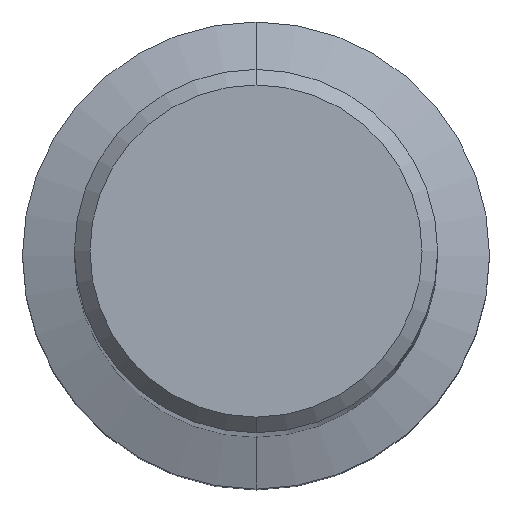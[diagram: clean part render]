
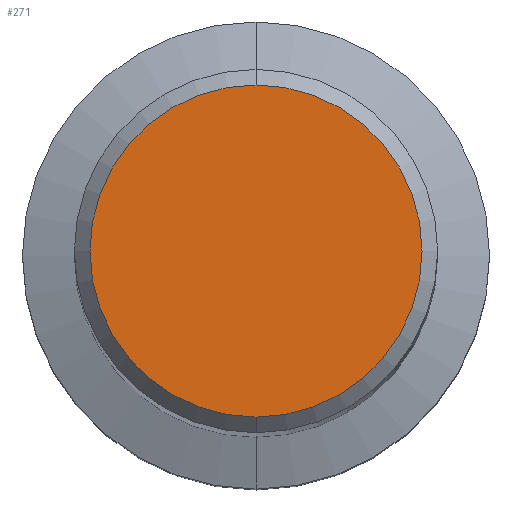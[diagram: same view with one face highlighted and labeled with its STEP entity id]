
A CAD part, top view. The second image highlights one B-rep face of the part: STEP entity #271.
In plain terms, the highlighted planar face has unit normal (0, 0, 1).
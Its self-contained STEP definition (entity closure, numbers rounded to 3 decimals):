
#271=ADVANCED_FACE('',(#636),#637,.T.);
#309=EDGE_CURVE('',#463,#535,#677,.T.);
#463=VERTEX_POINT('',#851);
#503=EDGE_CURVE('',#535,#463,#893,.T.);
#535=VERTEX_POINT('',#927);
#636=FACE_OUTER_BOUND('',#1086,.T.);
#637=PLANE('',#1087);
#677=CIRCLE('',#1208,6.4);
#851=CARTESIAN_POINT('',(0.0,6.4,0.0));
#893=CIRCLE('',#1646,6.4);
#927=CARTESIAN_POINT('',(0.,-6.4,0.0));
#1086=EDGE_LOOP('',(#1824,#1825));
#1087=AXIS2_PLACEMENT_3D('',#1826,#1827,#1828);
#1208=AXIS2_PLACEMENT_3D('',#1850,#1851,#1852);
#1646=AXIS2_PLACEMENT_3D('',#2106,#2107,#2108);
#1824=ORIENTED_EDGE('',*,*,#309,.F.);
#1825=ORIENTED_EDGE('',*,*,#503,.F.);
#1826=CARTESIAN_POINT('',(0.0,3.2,0.0));
#1827=DIRECTION('',(-0.0,0.0,1.0));
#1828=DIRECTION('',(0.0,-1.0,0.0));
#1850=CARTESIAN_POINT('',(0.0,0.0,0.0));
#1851=DIRECTION('',(0.0,0.0,-1.0));
#1852=DIRECTION('',(0.0,1.0,0.0));
#2106=CARTESIAN_POINT('',(0.0,0.0,0.0));
#2107=DIRECTION('',(0.0,0.0,-1.0));
#2108=DIRECTION('',(0.0,1.0,0.0));
